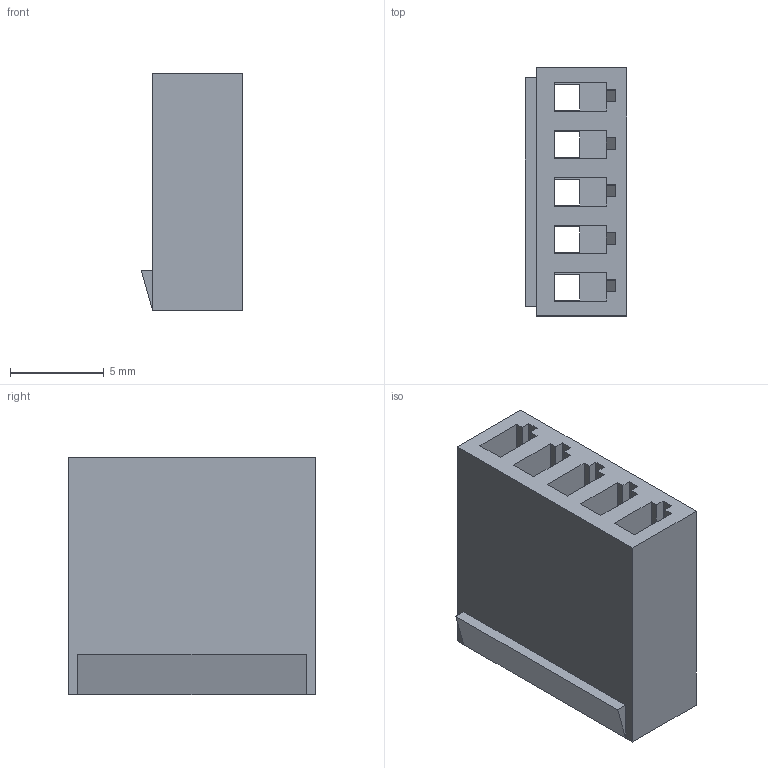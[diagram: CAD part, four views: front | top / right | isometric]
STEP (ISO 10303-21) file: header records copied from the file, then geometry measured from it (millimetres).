
FILE_DESCRIPTION(('FreeCAD Model'),'2;1');
FILE_NAME('ASSEMBLY_cp.step','2019-01-29T02:48:37',( 'kicad StepUp'),('ksu MCAD'),'Open CASCADE STEP processor 7.2', 'FreeCAD','Unknown');
FILE_SCHEMA(('AUTOMOTIVE_DESIGN { 1 0 10303 214 1 1 1 1 }'));
Length unit declared in the file: millimetre
Products named in the file (1): ASSEMBLY_cp
Bounding box: 5.44 x 13.26 x 12.7 mm (x, y, z)
Volume: 534.9 mm3; surface area: 1175 mm2
Topology: 1 solids, 1 shells, 115 faces, 302 edges, 194 vertices
Faces by surface type: plane 115
Entity records: 4277 total; most frequent: CARTESIAN_POINT 612, ORIENTED_EDGE 604, DIRECTION 534, EDGE_CURVE 302, LINE 302, VECTOR 302, VERTEX_POINT 194, FACE_BOUND 130
